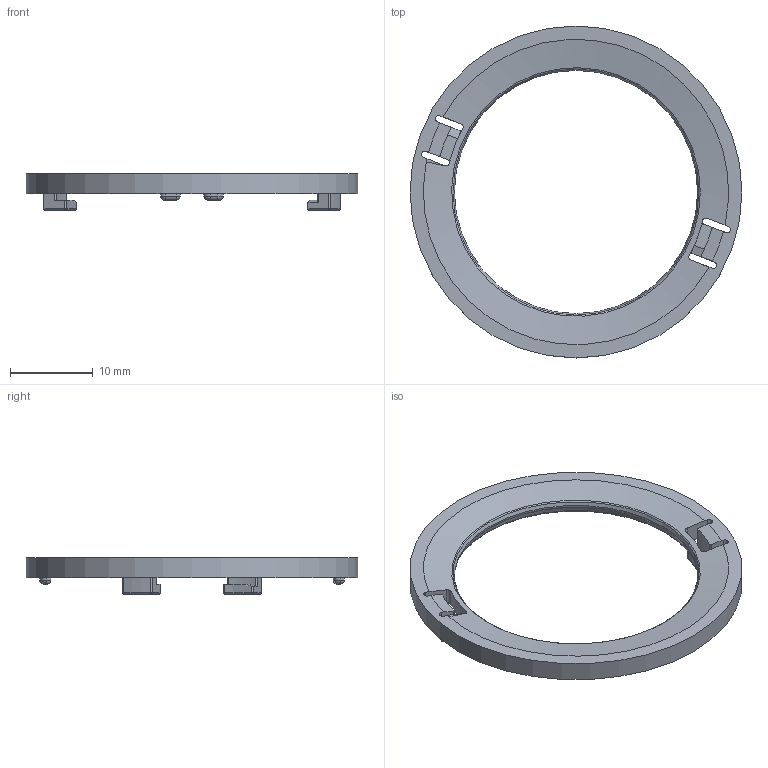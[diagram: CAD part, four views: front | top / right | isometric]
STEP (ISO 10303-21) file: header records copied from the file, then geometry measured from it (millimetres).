
FILE_DESCRIPTION(('STEP AP242'),'1');
FILE_NAME('BASE V8 BJB.stp','2023-07-20T08:15:02',(' '),(' '),'Spatial InterOp 3D',' ',' ');
FILE_SCHEMA(('AP242_MANAGED_MODEL_BASED_3D_ENGINEERING_MIM_LF {1 0 10303 442 1 1 4}'));
Length unit declared in the file: millimetre
Products named in the file (1): BASE V8 BJB
Bounding box: 40.01 x 40.01 x 4.37 mm (x, y, z)
Volume: 1216.8 mm3; surface area: 1699.5 mm2
Topology: 1 solids, 1 shells, 97 faces, 252 edges, 145 vertices
Faces by surface type: cylinder 45, plane 22, sphere 12, torus 7, cone 7, bspline 4
Full cylindrical faces by diameter (mm): 40.01 x1
Entity records: 3719 total; most frequent: CARTESIAN_POINT 629, DIRECTION 514, ORIENTED_EDGE 454, EDGE_CURVE 227, AXIS2_PLACEMENT_3D 210, VERTEX_POINT 141, EDGE_LOOP 110, CIRCLE 109
